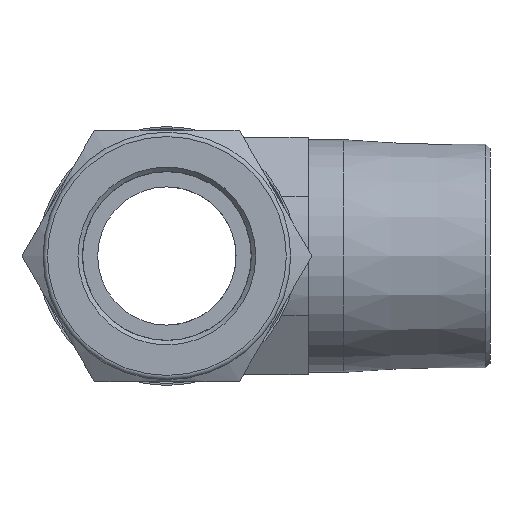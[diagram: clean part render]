
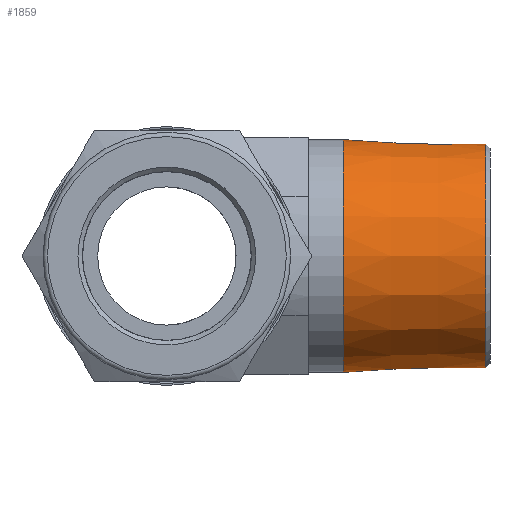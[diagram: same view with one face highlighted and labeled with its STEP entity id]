
A CAD part, left-side view. The second image highlights one B-rep face of the part: STEP entity #1859.
In plain terms, the highlighted conical face has half-angle 1.78 degrees and reference radius 12.998 mm.
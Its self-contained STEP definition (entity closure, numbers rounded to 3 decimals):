
#85=CONICAL_SURFACE('',#2091,12.998,0.031);
#198=CIRCLE('',#2090,12.746);
#199=CIRCLE('',#2092,13.25);
#295=FACE_OUTER_BOUND('',#426,.T.);
#426=EDGE_LOOP('',(#1552,#1553,#1554,#1555));
#542=LINE('',#3180,#672);
#672=VECTOR('',#2569,12.998);
#877=VERTEX_POINT('',#3174);
#878=VERTEX_POINT('',#3178);
#1111=EDGE_CURVE('',#877,#877,#198,.T.);
#1113=EDGE_CURVE('',#878,#878,#199,.T.);
#1114=EDGE_CURVE('',#878,#877,#542,.T.);
#1552=ORIENTED_EDGE('',*,*,#1113,.F.);
#1553=ORIENTED_EDGE('',*,*,#1114,.T.);
#1554=ORIENTED_EDGE('',*,*,#1111,.T.);
#1555=ORIENTED_EDGE('',*,*,#1114,.F.);
#1859=ADVANCED_FACE('',(#295),#85,.T.);
#2090=AXIS2_PLACEMENT_3D('',#3175,#2562,#2563);
#2091=AXIS2_PLACEMENT_3D('',#3177,#2565,#2566);
#2092=AXIS2_PLACEMENT_3D('',#3179,#2567,#2568);
#2562=DIRECTION('center_axis',(0.,1.,0.));
#2563=DIRECTION('ref_axis',(-1.,0.,0.));
#2565=DIRECTION('center_axis',(0.,1.,0.));
#2566=DIRECTION('ref_axis',(-1.,0.,0.));
#2567=DIRECTION('center_axis',(0.,1.,0.));
#2568=DIRECTION('ref_axis',(-1.,0.,0.));
#2569=DIRECTION('',(-0.031,-1.,0.));
#3174=CARTESIAN_POINT('',(12.746,-36.339,0.));
#3175=CARTESIAN_POINT('Origin',(0.,-36.339,0.));
#3177=CARTESIAN_POINT('Origin',(0.,-28.227,0.));
#3178=CARTESIAN_POINT('',(13.25,-20.114,0.));
#3179=CARTESIAN_POINT('Origin',(0.,-20.114,0.));
#3180=CARTESIAN_POINT('',(12.998,-28.227,0.));
